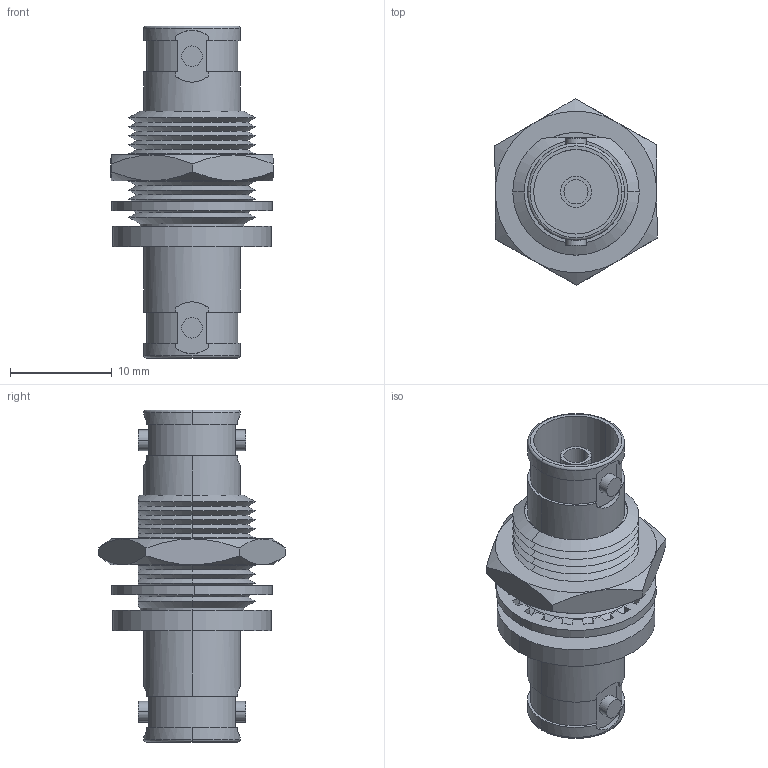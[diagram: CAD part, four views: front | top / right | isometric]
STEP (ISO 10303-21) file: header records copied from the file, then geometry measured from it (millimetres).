
FILE_DESCRIPTION (( 'STEP AP214' ), '1' );
FILE_NAME ('BA1087E.STEP', '2006-08-02T11:45:30', ( 'L-COM' ), ( 'L-COM' ), 'SwSTEP 2.0', 'SolidWorks 2006004', '' );
FILE_SCHEMA (( 'AUTOMOTIVE_DESIGN' ));
Length unit declared in the file: inch
Products named in the file (4): BA1087E; 3AA03-005; 3AA02-008; BA1087
Assembly tree (3 placements, depth 2):
  BA1087E
    3AA03-005
    BA1087
    3AA02-008
Bounding box: 15.95 x 18.33 x 32.61 mm (x, y, z)
Volume: 2383.5 mm3; surface area: 3150.1 mm2
Topology: 3 solids, 3 shells, 273 faces, 696 edges, 442 vertices
Faces by surface type: plane 94, cylinder 93, cone 82, torus 4
Entity records: 9724 total; most frequent: CARTESIAN_POINT 1831, DIRECTION 1451, ORIENTED_EDGE 1392, EDGE_CURVE 696, AXIS2_PLACEMENT_3D 554, VERTEX_POINT 442, VECTOR 343, LINE 343
